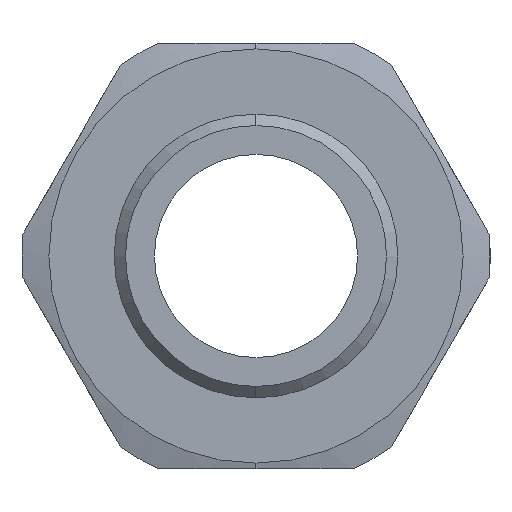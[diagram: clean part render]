
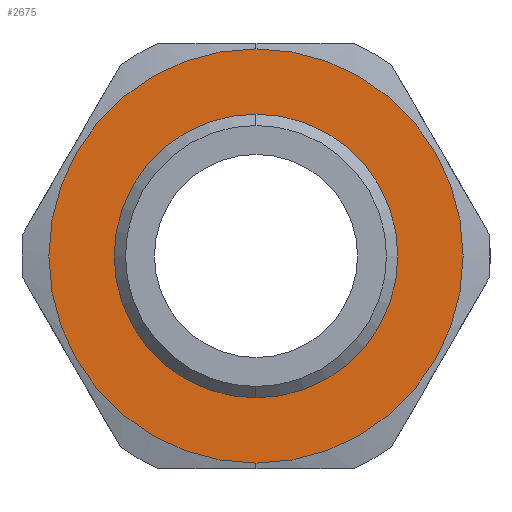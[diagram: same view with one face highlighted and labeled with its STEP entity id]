
A CAD part, left-side view. The second image highlights one B-rep face of the part: STEP entity #2675.
In plain terms, the highlighted planar face has unit normal (-1, 0, 0).
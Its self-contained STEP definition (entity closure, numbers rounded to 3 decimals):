
#38 = CARTESIAN_POINT ( 'NONE',  ( 15., 0., 0. ) ) ;
#88 = CARTESIAN_POINT ( 'NONE',  ( 15., 0., -18.25 ) ) ;
#170 = EDGE_LOOP ( 'NONE', ( #309, #1808 ) ) ;
#271 = AXIS2_PLACEMENT_3D ( 'NONE', #38, #2590, #2603 ) ;
#309 = ORIENTED_EDGE ( 'NONE', *, *, #2616, .T. ) ;
#391 = CARTESIAN_POINT ( 'NONE',  ( 15., 0., 0. ) ) ;
#433 = FACE_BOUND ( 'NONE', #2448, .T. ) ;
#484 = VERTEX_POINT ( 'NONE', #1267 ) ;
#786 = CARTESIAN_POINT ( 'NONE',  ( 15., 0., 0. ) ) ;
#858 = ORIENTED_EDGE ( 'NONE', *, *, #2230, .F. ) ;
#872 = CARTESIAN_POINT ( 'NONE',  ( 15., 0., -12.5 ) ) ;
#879 = DIRECTION ( 'NONE',  ( 0., 0., 1. ) ) ;
#990 = VERTEX_POINT ( 'NONE', #88 ) ;
#1026 = EDGE_CURVE ( 'NONE', #484, #990, #2783, .T. ) ;
#1038 = VERTEX_POINT ( 'NONE', #872 ) ;
#1185 = AXIS2_PLACEMENT_3D ( 'NONE', #391, #2426, #2683 ) ;
#1267 = CARTESIAN_POINT ( 'NONE',  ( 15., 0., 18.25 ) ) ;
#1284 = DIRECTION ( 'NONE',  ( -1., 0., 0. ) ) ;
#1288 = CARTESIAN_POINT ( 'NONE',  ( 15., 12.5, 0. ) ) ;
#1451 = AXIS2_PLACEMENT_3D ( 'NONE', #786, #1284, #2316 ) ;
#1560 = CARTESIAN_POINT ( 'NONE',  ( 15., 0., 0. ) ) ;
#1566 = DIRECTION ( 'NONE',  ( 0., 0., -1. ) ) ;
#1653 = FACE_OUTER_BOUND ( 'NONE', #170, .T. ) ;
#1808 = ORIENTED_EDGE ( 'NONE', *, *, #1026, .T. ) ;
#1821 = PLANE ( 'NONE',  #2326 ) ;
#1840 = AXIS2_PLACEMENT_3D ( 'NONE', #1560, #2643, #879 ) ;
#1846 = CARTESIAN_POINT ( 'NONE',  ( 15., 0., 12.5 ) ) ;
#2192 = ORIENTED_EDGE ( 'NONE', *, *, #3142, .F. ) ;
#2230 = EDGE_CURVE ( 'NONE', #1038, #2651, #2978, .T. ) ;
#2245 = CIRCLE ( 'NONE', #1185, 12.5 ) ;
#2316 = DIRECTION ( 'NONE',  ( 0., 0., 1. ) ) ;
#2326 = AXIS2_PLACEMENT_3D ( 'NONE', #1288, #3110, #1566 ) ;
#2426 = DIRECTION ( 'NONE',  ( -1., 0., 0. ) ) ;
#2448 = EDGE_LOOP ( 'NONE', ( #858, #2192 ) ) ;
#2590 = DIRECTION ( 'NONE',  ( -1., 0., 0. ) ) ;
#2603 = DIRECTION ( 'NONE',  ( 0., 0., 1. ) ) ;
#2616 = EDGE_CURVE ( 'NONE', #990, #484, #2934, .T. ) ;
#2643 = DIRECTION ( 'NONE',  ( -1., 0., 0. ) ) ;
#2651 = VERTEX_POINT ( 'NONE', #1846 ) ;
#2675 = ADVANCED_FACE ( 'NONE', ( #433, #1653 ), #1821, .F. ) ;
#2683 = DIRECTION ( 'NONE',  ( 0., 0., 1. ) ) ;
#2783 = CIRCLE ( 'NONE', #1840, 18.25 ) ;
#2934 = CIRCLE ( 'NONE', #1451, 18.25 ) ;
#2978 = CIRCLE ( 'NONE', #271, 12.5 ) ;
#3110 = DIRECTION ( 'NONE',  ( 1., 0., 0. ) ) ;
#3142 = EDGE_CURVE ( 'NONE', #2651, #1038, #2245, .T. ) ;
